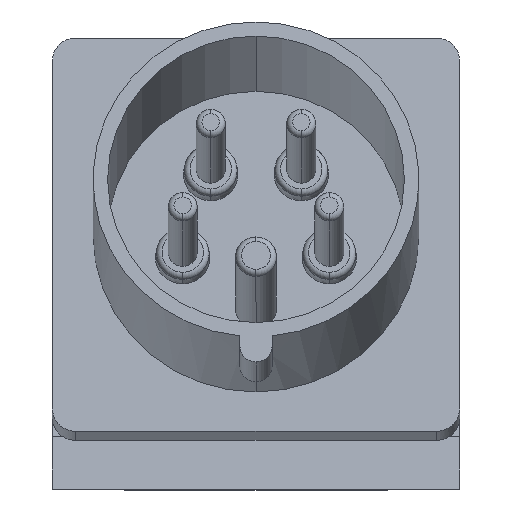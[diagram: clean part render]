
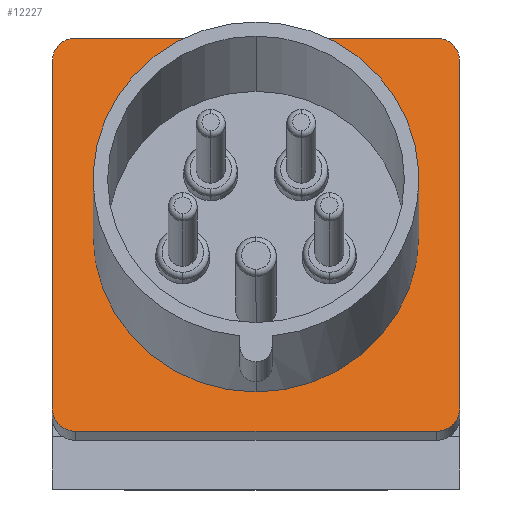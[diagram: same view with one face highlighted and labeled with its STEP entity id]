
A CAD part, top view. The second image highlights one B-rep face of the part: STEP entity #12227.
In plain terms, the highlighted planar face has unit normal (0, 0.259, 0.966).
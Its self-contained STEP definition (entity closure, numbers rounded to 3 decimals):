
#529 = CIRCLE ( 'NONE', #15911, 4. ) ;
#780 = VECTOR ( 'NONE', #13563, 1000. ) ;
#1186 = DIRECTION ( 'NONE',  ( 0., -0.966, 0.259 ) ) ;
#1198 = CARTESIAN_POINT ( 'NONE',  ( 35., 73.689, 71.967 ) ) ;
#1277 = AXIS2_PLACEMENT_3D ( 'NONE', #6779, #18541, #8478 ) ;
#1294 = DIRECTION ( 'NONE',  ( 0., 0.259, 0.966 ) ) ;
#2085 = ORIENTED_EDGE ( 'NONE', *, *, #17796, .T. ) ;
#2873 = VERTEX_POINT ( 'NONE', #1198 ) ;
#2967 = EDGE_LOOP ( 'NONE', ( #10971, #10762, #8660, #2085, #19700, #21246, #20382, #20213 ) ) ;
#3075 = CARTESIAN_POINT ( 'NONE',  ( 31., 77.553, 70.931 ) ) ;
#3195 = VECTOR ( 'NONE', #13943, 1000. ) ;
#3929 = VECTOR ( 'NONE', #6683, 1000. ) ;
#4243 = VERTEX_POINT ( 'NONE', #21485 ) ;
#4278 = EDGE_CURVE ( 'NONE', #9442, #7739, #12887, .T. ) ;
#4353 = CARTESIAN_POINT ( 'NONE',  ( -31., 13.802, 88.013 ) ) ;
#4563 = EDGE_CURVE ( 'NONE', #11370, #18463, #9172, .T. ) ;
#4743 = EDGE_CURVE ( 'NONE', #4243, #19365, #14452, .T. ) ;
#5982 = AXIS2_PLACEMENT_3D ( 'NONE', #21308, #11273, #1186 ) ;
#6032 = DIRECTION ( 'NONE',  ( 0., -0.966, 0.259 ) ) ;
#6082 = CIRCLE ( 'NONE', #12203, 4. ) ;
#6483 = FACE_BOUND ( 'NONE', #9825, .T. ) ;
#6683 = DIRECTION ( 'NONE',  ( 1., 0., 0. ) ) ;
#6748 = EDGE_CURVE ( 'NONE', #19365, #4243, #11953, .T. ) ;
#6779 = CARTESIAN_POINT ( 'NONE',  ( 0., 43.746, 79.99 ) ) ;
#6982 = CIRCLE ( 'NONE', #15704, 4. ) ;
#7739 = VERTEX_POINT ( 'NONE', #13007 ) ;
#7811 = CARTESIAN_POINT ( 'NONE',  ( 31., 73.689, 71.967 ) ) ;
#8478 = DIRECTION ( 'NONE',  ( 0., -0.966, 0.259 ) ) ;
#8649 = VECTOR ( 'NONE', #21491, 1000. ) ;
#8660 = ORIENTED_EDGE ( 'NONE', *, *, #4278, .T. ) ;
#8761 = CIRCLE ( 'NONE', #5982, 4. ) ;
#8789 = EDGE_CURVE ( 'NONE', #9032, #9442, #6082, .T. ) ;
#8878 = CARTESIAN_POINT ( 'NONE',  ( 0., 43.746, 79.99 ) ) ;
#8928 = CARTESIAN_POINT ( 'NONE',  ( -35., 77.553, 70.931 ) ) ;
#9032 = VERTEX_POINT ( 'NONE', #11709 ) ;
#9172 = LINE ( 'NONE', #19827, #8649 ) ;
#9238 = LINE ( 'NONE', #8928, #3195 ) ;
#9285 = DIRECTION ( 'NONE',  ( 0., -0.966, 0.259 ) ) ;
#9442 = VERTEX_POINT ( 'NONE', #17257 ) ;
#9473 = EDGE_CURVE ( 'NONE', #18280, #9032, #9238, .T. ) ;
#9503 = DIRECTION ( 'NONE',  ( 0., -0.966, 0.259 ) ) ;
#9825 = EDGE_LOOP ( 'NONE', ( #13202, #21535 ) ) ;
#10565 = DIRECTION ( 'NONE',  ( 0., -0.966, 0.259 ) ) ;
#10762 = ORIENTED_EDGE ( 'NONE', *, *, #8789, .T. ) ;
#10971 = ORIENTED_EDGE ( 'NONE', *, *, #9473, .T. ) ;
#11143 = VERTEX_POINT ( 'NONE', #15379 ) ;
#11243 = AXIS2_PLACEMENT_3D ( 'NONE', #16000, #19349, #9285 ) ;
#11273 = DIRECTION ( 'NONE',  ( 0., 0.259, 0.966 ) ) ;
#11370 = VERTEX_POINT ( 'NONE', #3075 ) ;
#11391 = CARTESIAN_POINT ( 'NONE',  ( 31., 13.802, 88.013 ) ) ;
#11709 = CARTESIAN_POINT ( 'NONE',  ( -35., 13.802, 88.013 ) ) ;
#11861 = CARTESIAN_POINT ( 'NONE',  ( 35., 77.553, 70.931 ) ) ;
#11953 = CIRCLE ( 'NONE', #1277, 28. ) ;
#12165 = CARTESIAN_POINT ( 'NONE',  ( -31., 77.553, 70.931 ) ) ;
#12203 = AXIS2_PLACEMENT_3D ( 'NONE', #4353, #16139, #6032 ) ;
#12227 = ADVANCED_FACE ( 'NONE', ( #19342, #6483 ), #14302, .T. ) ;
#12887 = LINE ( 'NONE', #18148, #3929 ) ;
#13007 = CARTESIAN_POINT ( 'NONE',  ( 31., 9.938, 89.049 ) ) ;
#13081 = DIRECTION ( 'NONE',  ( 0., -0.966, 0.259 ) ) ;
#13202 = ORIENTED_EDGE ( 'NONE', *, *, #4743, .F. ) ;
#13563 = DIRECTION ( 'NONE',  ( 0., 0.966, -0.259 ) ) ;
#13943 = DIRECTION ( 'NONE',  ( 0., -0.966, 0.259 ) ) ;
#14229 = LINE ( 'NONE', #11861, #780 ) ;
#14302 = PLANE ( 'NONE',  #11243 ) ;
#14452 = CIRCLE ( 'NONE', #17881, 28. ) ;
#15379 = CARTESIAN_POINT ( 'NONE',  ( 35., 13.802, 88.013 ) ) ;
#15704 = AXIS2_PLACEMENT_3D ( 'NONE', #11391, #1294, #13081 ) ;
#15911 = AXIS2_PLACEMENT_3D ( 'NONE', #7811, #19572, #9503 ) ;
#16000 = CARTESIAN_POINT ( 'NONE',  ( 0., 22.928, 85.568 ) ) ;
#16139 = DIRECTION ( 'NONE',  ( 0., 0.259, 0.966 ) ) ;
#17257 = CARTESIAN_POINT ( 'NONE',  ( -31., 9.938, 89.049 ) ) ;
#17796 = EDGE_CURVE ( 'NONE', #7739, #11143, #6982, .T. ) ;
#17881 = AXIS2_PLACEMENT_3D ( 'NONE', #8878, #20611, #10565 ) ;
#18148 = CARTESIAN_POINT ( 'NONE',  ( -35., 9.938, 89.049 ) ) ;
#18280 = VERTEX_POINT ( 'NONE', #19796 ) ;
#18463 = VERTEX_POINT ( 'NONE', #12165 ) ;
#18541 = DIRECTION ( 'NONE',  ( 0., 0.259, 0.966 ) ) ;
#18562 = CARTESIAN_POINT ( 'NONE',  ( 0., 16.7, 87.237 ) ) ;
#19342 = FACE_OUTER_BOUND ( 'NONE', #2967, .T. ) ;
#19349 = DIRECTION ( 'NONE',  ( 0., 0.259, 0.966 ) ) ;
#19365 = VERTEX_POINT ( 'NONE', #18562 ) ;
#19572 = DIRECTION ( 'NONE',  ( 0., 0.259, 0.966 ) ) ;
#19608 = EDGE_CURVE ( 'NONE', #18463, #18280, #8761, .T. ) ;
#19700 = ORIENTED_EDGE ( 'NONE', *, *, #21143, .T. ) ;
#19796 = CARTESIAN_POINT ( 'NONE',  ( -35., 73.689, 71.967 ) ) ;
#19827 = CARTESIAN_POINT ( 'NONE',  ( -35., 77.553, 70.931 ) ) ;
#20213 = ORIENTED_EDGE ( 'NONE', *, *, #19608, .T. ) ;
#20382 = ORIENTED_EDGE ( 'NONE', *, *, #4563, .T. ) ;
#20611 = DIRECTION ( 'NONE',  ( 0., 0.259, 0.966 ) ) ;
#20899 = EDGE_CURVE ( 'NONE', #2873, #11370, #529, .T. ) ;
#21143 = EDGE_CURVE ( 'NONE', #11143, #2873, #14229, .T. ) ;
#21246 = ORIENTED_EDGE ( 'NONE', *, *, #20899, .T. ) ;
#21308 = CARTESIAN_POINT ( 'NONE',  ( -31., 73.689, 71.967 ) ) ;
#21485 = CARTESIAN_POINT ( 'NONE',  ( 0., 70.791, 72.743 ) ) ;
#21491 = DIRECTION ( 'NONE',  ( -1., 0., 0. ) ) ;
#21535 = ORIENTED_EDGE ( 'NONE', *, *, #6748, .F. ) ;
